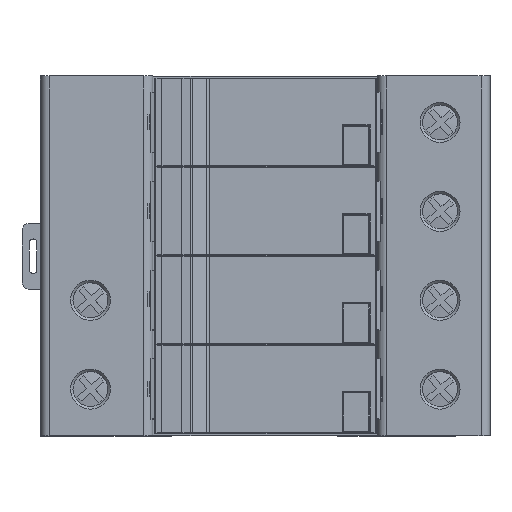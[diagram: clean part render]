
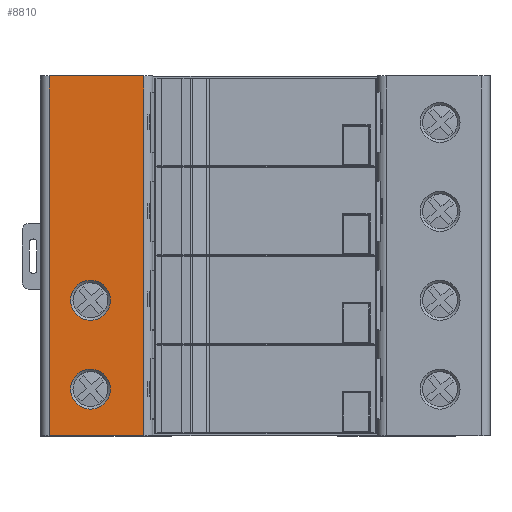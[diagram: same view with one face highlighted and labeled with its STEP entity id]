
A CAD part, top view. The second image highlights one B-rep face of the part: STEP entity #8810.
In plain terms, the highlighted planar face has unit normal (0, 0, 1).
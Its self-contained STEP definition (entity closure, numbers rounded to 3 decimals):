
#546 = FACE_BOUND ( 'NONE', #23236, .T. ) ;
#2062 = CARTESIAN_POINT ( 'NONE',  ( -47.99, -31.4, 45.496 ) ) ;
#2447 = ORIENTED_EDGE ( 'NONE', *, *, #15480, .F. ) ;
#2536 = DIRECTION ( 'NONE',  ( 0., 0., 1. ) ) ;
#2733 = EDGE_LOOP ( 'NONE', ( #2447 ) ) ;
#2955 = EDGE_CURVE ( 'NONE', #26940, #37548, #26799, .T. ) ;
#3374 = CIRCLE ( 'NONE', #13801, 4. ) ;
#3671 = ORIENTED_EDGE ( 'NONE', *, *, #26234, .F. ) ;
#3987 = VECTOR ( 'NONE', #44251, 1000. ) ;
#8236 = AXIS2_PLACEMENT_3D ( 'NONE', #2062, #30565, #9065 ) ;
#8284 = LINE ( 'NONE', #43273, #37874 ) ;
#8810 = ADVANCED_FACE ( 'NONE', ( #25960, #36422, #546 ), #39905, .F. ) ;
#9065 = DIRECTION ( 'NONE',  ( 1., 0., 0. ) ) ;
#9365 = CARTESIAN_POINT ( 'NONE',  ( -43.99, -31.4, 45.496 ) ) ;
#9509 = LINE ( 'NONE', #23278, #32933 ) ;
#12797 = CARTESIAN_POINT ( 'NONE',  ( -47.99, -13.6, 45.496 ) ) ;
#13104 = VERTEX_POINT ( 'NONE', #28035 ) ;
#13801 = AXIS2_PLACEMENT_3D ( 'NONE', #12797, #2536, #20033 ) ;
#15480 = EDGE_CURVE ( 'NONE', #13104, #13104, #3374, .T. ) ;
#17981 = ORIENTED_EDGE ( 'NONE', *, *, #32438, .F. ) ;
#18518 = ORIENTED_EDGE ( 'NONE', *, *, #2955, .F. ) ;
#19022 = CARTESIAN_POINT ( 'NONE',  ( -56.19, 31.3, 45.496 ) ) ;
#19252 = DIRECTION ( 'NONE',  ( -1., 0., 0. ) ) ;
#20033 = DIRECTION ( 'NONE',  ( 1., 0., 0. ) ) ;
#21981 = EDGE_CURVE ( 'NONE', #25307, #26940, #30881, .T. ) ;
#23236 = EDGE_LOOP ( 'NONE', ( #17981 ) ) ;
#23278 = CARTESIAN_POINT ( 'NONE',  ( -56.19, -4.875, 45.496 ) ) ;
#23642 = CARTESIAN_POINT ( 'NONE',  ( -37.29, -40.7, 45.496 ) ) ;
#24639 = CIRCLE ( 'NONE', #8236, 4. ) ;
#25307 = VERTEX_POINT ( 'NONE', #19022 ) ;
#25960 = FACE_OUTER_BOUND ( 'NONE', #45910, .T. ) ;
#26234 = EDGE_CURVE ( 'NONE', #37548, #29266, #8284, .T. ) ;
#26799 = LINE ( 'NONE', #30089, #3987 ) ;
#26940 = VERTEX_POINT ( 'NONE', #38334 ) ;
#28035 = CARTESIAN_POINT ( 'NONE',  ( -43.99, -13.6, 45.496 ) ) ;
#29266 = VERTEX_POINT ( 'NONE', #37509 ) ;
#29713 = DIRECTION ( 'NONE',  ( 0., 1., 0. ) ) ;
#30089 = CARTESIAN_POINT ( 'NONE',  ( -37.29, -32.45, 45.496 ) ) ;
#30565 = DIRECTION ( 'NONE',  ( 0., 0., 1. ) ) ;
#30881 = LINE ( 'NONE', #45508, #35480 ) ;
#32438 = EDGE_CURVE ( 'NONE', #38250, #38250, #24639, .T. ) ;
#32896 = AXIS2_PLACEMENT_3D ( 'NONE', #36200, #36639, #29713 ) ;
#32933 = VECTOR ( 'NONE', #37686, 1000. ) ;
#33467 = ORIENTED_EDGE ( 'NONE', *, *, #39109, .F. ) ;
#35480 = VECTOR ( 'NONE', #38507, 1000. ) ;
#36200 = CARTESIAN_POINT ( 'NONE',  ( -52.56, 30.725, 45.496 ) ) ;
#36422 = FACE_BOUND ( 'NONE', #2733, .T. ) ;
#36639 = DIRECTION ( 'NONE',  ( 0., 0., -1. ) ) ;
#37509 = CARTESIAN_POINT ( 'NONE',  ( -56.19, -40.7, 45.496 ) ) ;
#37548 = VERTEX_POINT ( 'NONE', #23642 ) ;
#37686 = DIRECTION ( 'NONE',  ( 0., 1., 0. ) ) ;
#37874 = VECTOR ( 'NONE', #19252, 1000. ) ;
#38250 = VERTEX_POINT ( 'NONE', #9365 ) ;
#38334 = CARTESIAN_POINT ( 'NONE',  ( -37.29, 31.3, 45.496 ) ) ;
#38507 = DIRECTION ( 'NONE',  ( 1., 0., 0. ) ) ;
#39109 = EDGE_CURVE ( 'NONE', #29266, #25307, #9509, .T. ) ;
#39905 = PLANE ( 'NONE',  #32896 ) ;
#42586 = ORIENTED_EDGE ( 'NONE', *, *, #21981, .F. ) ;
#43273 = CARTESIAN_POINT ( 'NONE',  ( -47.756, -40.7, 45.496 ) ) ;
#44251 = DIRECTION ( 'NONE',  ( 0., -1., 0. ) ) ;
#45508 = CARTESIAN_POINT ( 'NONE',  ( 10.457, 31.3, 45.496 ) ) ;
#45910 = EDGE_LOOP ( 'NONE', ( #42586, #33467, #3671, #18518 ) ) ;
